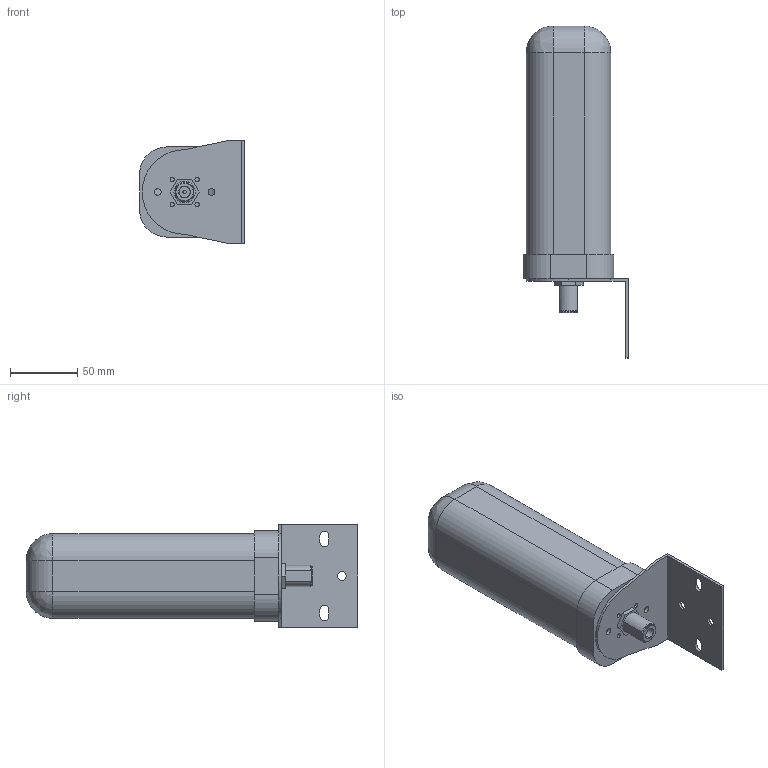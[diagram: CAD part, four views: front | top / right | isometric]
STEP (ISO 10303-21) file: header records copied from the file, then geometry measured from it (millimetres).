
FILE_DESCRIPTION (( 'STEP AP214' ), '1' );
FILE_NAME ('HG74204UPR-NF_3D.STEP', '2021-04-09T21:15:13', ( '' ), ( '' ), 'SwSTEP 2.0', 'SolidWorks 2020', '' );
FILE_SCHEMA (( 'AUTOMOTIVE_DESIGN' ));
Length unit declared in the file: millimetre
Products named in the file (1): HG74204UPR-NF_3D
Bounding box: 78 x 247 x 76 mm (x, y, z)
Volume: 145232.2 mm3; surface area: 108507.2 mm2
Topology: 1 solids, 1 shells, 186 faces, 462 edges, 292 vertices
Faces by surface type: plane 85, cylinder 80, bspline 12, cone 9
Entity records: 5773 total; most frequent: CARTESIAN_POINT 1191, DIRECTION 990, ORIENTED_EDGE 908, EDGE_CURVE 454, AXIS2_PLACEMENT_3D 369, VERTEX_POINT 292, VECTOR 252, LINE 252
